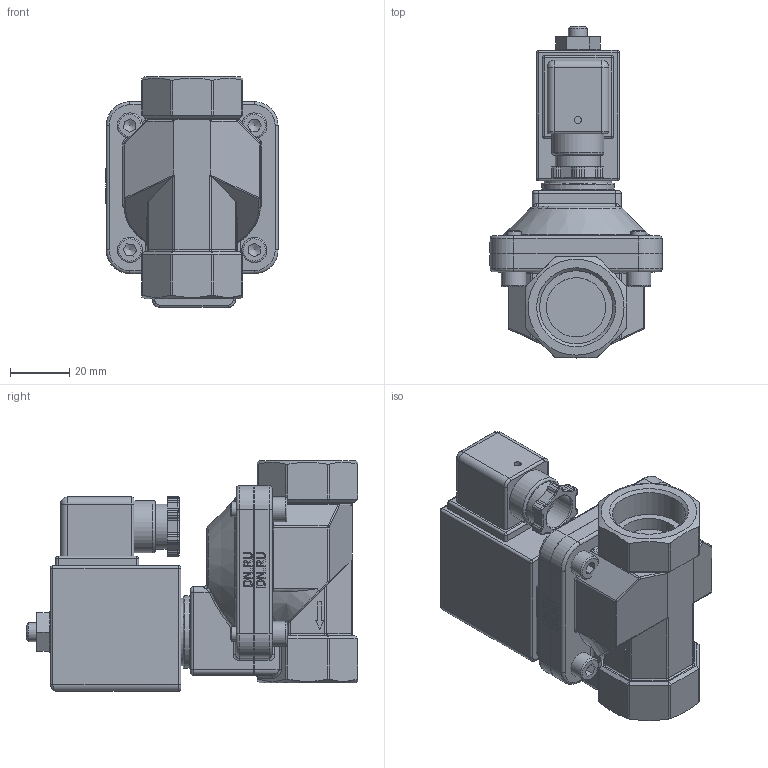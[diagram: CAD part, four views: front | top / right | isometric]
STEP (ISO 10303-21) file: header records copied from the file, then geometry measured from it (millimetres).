
FILE_DESCRIPTION(/* description */ (''),/* implementation_level */ '2;1');
FILE_NAME(/* name */ 'DN20_3D_STEP.stp',/* time_stamp */ '2025-07-22T22:21:30+03:00',/* author */ ('igorr'),/* organization */ (''),/* preprocessor_version */ 'ST-DEVELOPER v20',/* originating_system */ 'Autodesk Inventor 2025',/* authorisation */ '');
FILE_SCHEMA (('AUTOMOTIVE_DESIGN { 1 0 10303 214 3 1 1 }'));
Length unit declared in the file: millimetre
Products named in the file (6): Сборка1; Деталь1; Деталь1_1; AS 1420 - 1973 - M5 x 14; AS 1237 - 8; AS 1474 - M8
Assembly tree (8 placements, depth 2):
  Сборка1
    Деталь1
    Деталь1_1
    AS 1420 - 1973 - M5 x 14  x4
    AS 1237 - 8
    AS 1474 - M8
Bounding box: 58.1 x 112 x 77.88 mm (x, y, z)
Volume: 189032.4 mm3; surface area: 39940.6 mm2
Topology: 8 solids, 8 shells, 711 faces, 1726 edges, 1063 vertices
Faces by surface type: plane 298, cylinder 221, bspline 88, torus 64, cone 28, sphere 12
Full cylindrical faces by diameter (mm): 2.4 x1, 4.8 x4, 5 x12, 6.4 x1, 6.647 x1, 8.4 x1, 8.5 x4, 12 x1, 14 x1, 15.2 x1, 17.6 x1, 20 x2, 22.855 x2, 24.455 x1, 24.66 x2, 44.027 x1
Entity records: 21195 total; most frequent: CARTESIAN_POINT 4996, ORIENTED_EDGE 3206, DIRECTION 3159, EDGE_CURVE 1603, AXIS2_PLACEMENT_3D 1139, VERTEX_POINT 991, LINE 881, VECTOR 881
